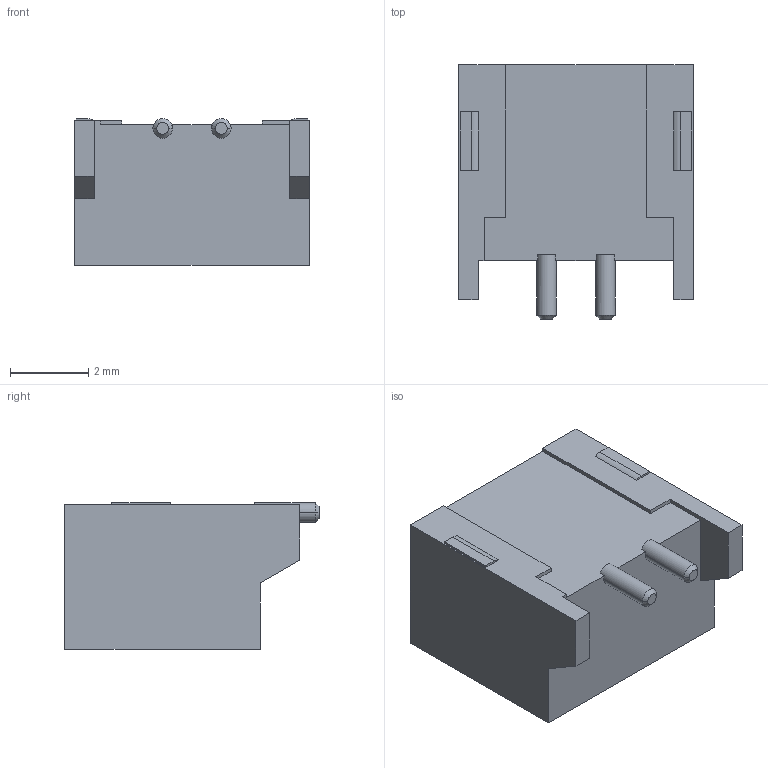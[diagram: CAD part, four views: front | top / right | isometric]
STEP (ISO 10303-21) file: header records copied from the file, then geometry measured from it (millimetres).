
FILE_DESCRIPTION(('CoCreate Modeling STEP Export'),'2;1');
FILE_NAME('WB1519H-02XXC.stp','2021-10-09T 9:17:08',(''),(''),'CoCreate Modeling STEP processor for AP214 (Solid Model)','CoCreate Modeling 16.00 13-May-2008 (C) Parametric Technology GmbH','');
FILE_SCHEMA(('AUTOMOTIVE_DESIGN { 1 0 10303 214 1 1 1 1 }'));
Length unit declared in the file: millimetre
Products named in the file (3): WB1519H-02; WB1519H-02XXC
Assembly tree (2 placements, depth 2):
  WB1519H-02XXC
    WB1519H-02XXC
    WB1519H-02
Bounding box: 6 x 6.5 x 3.75 mm (x, y, z)
Volume: 76.5 mm3; surface area: 207.2 mm2
Topology: 1 solids, 1 shells, 90 faces, 305 edges, 288 vertices
Faces by surface type: plane 68, cylinder 14, cone 8
Entity records: 3173 total; most frequent: CARTESIAN_POINT 658, DIRECTION 484, ORIENTED_EDGE 474, VECTOR 264, LINE 264, EDGE_CURVE 237, VERTEX_POINT 152, AXIS2_PLACEMENT_3D 110
